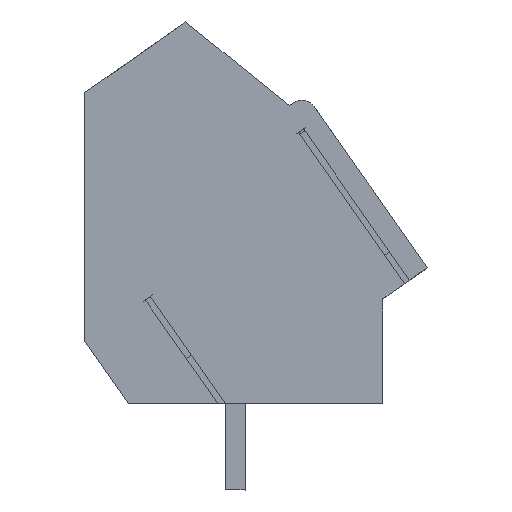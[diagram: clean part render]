
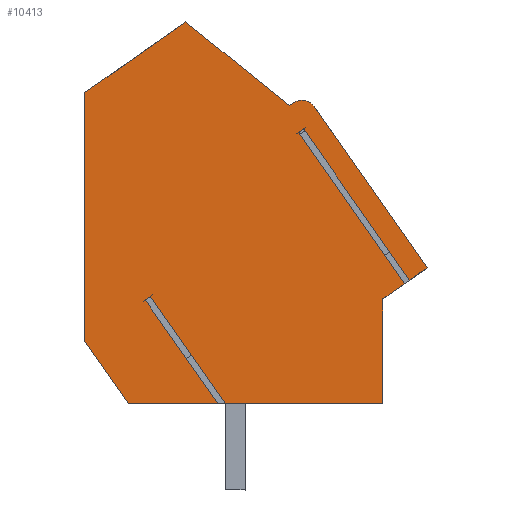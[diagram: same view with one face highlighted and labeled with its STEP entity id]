
A CAD part, left-side view. The second image highlights one B-rep face of the part: STEP entity #10413.
In plain terms, the highlighted planar face has unit normal (-1, 0, 0).
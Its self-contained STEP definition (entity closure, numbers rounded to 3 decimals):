
#8992=AXIS2_PLACEMENT_3D('Circle Axis2P3D',#8990,#8991,$) ;
#10353=AXIS2_PLACEMENT_3D('Plane Axis2P3D',#10350,#10351,#10352) ;
#8638=CARTESIAN_POINT('Vertex',(0.,1.8,3.5)) ;
#8641=CARTESIAN_POINT('Line Origine',(0.,4.996,3.5)) ;
#8645=CARTESIAN_POINT('Vertex',(0.,8.192,3.5)) ;
#8666=CARTESIAN_POINT('Vertex',(0.,8.496,3.5)) ;
#8669=CARTESIAN_POINT('Line Origine',(0.,10.312,3.5)) ;
#8673=CARTESIAN_POINT('Vertex',(0.,12.128,3.5)) ;
#8761=CARTESIAN_POINT('Line Origine',(0.,13.014,4.765)) ;
#8765=CARTESIAN_POINT('Vertex',(0.,13.9,6.03)) ;
#8786=CARTESIAN_POINT('Line Origine',(0.,13.9,11.081)) ;
#8790=CARTESIAN_POINT('Vertex',(0.,13.9,16.132)) ;
#8879=CARTESIAN_POINT('Line Origine',(0.,11.852,17.566)) ;
#8883=CARTESIAN_POINT('Vertex',(0.,9.804,19.)) ;
#8940=CARTESIAN_POINT('Line Origine',(0.,7.696,17.302)) ;
#8944=CARTESIAN_POINT('Vertex',(0.,5.588,15.604)) ;
#8965=CARTESIAN_POINT('Line Origine',(0.,5.506,15.662)) ;
#8969=CARTESIAN_POINT('Vertex',(0.,5.424,15.719)) ;
#8990=CARTESIAN_POINT('Axis2P3D Location',(0.,5.08,15.227)) ;
#8994=CARTESIAN_POINT('Vertex',(0.,4.589,15.572)) ;
#9015=CARTESIAN_POINT('Line Origine',(0.,2.294,12.295)) ;
#9019=CARTESIAN_POINT('Vertex',(0.,0.,9.018)) ;
#9108=CARTESIAN_POINT('Line Origine',(0.,0.358,8.767)) ;
#9112=CARTESIAN_POINT('Vertex',(0.,0.717,8.516)) ;
#9133=CARTESIAN_POINT('Vertex',(0.,0.921,8.373)) ;
#9136=CARTESIAN_POINT('Line Origine',(0.,1.361,8.066)) ;
#9140=CARTESIAN_POINT('Vertex',(0.,1.8,7.758)) ;
#10337=CARTESIAN_POINT('Line Origine',(0.,1.8,5.629)) ;
#10350=CARTESIAN_POINT('Axis2P3D Location',(0.,13.9,0.)) ;
#10355=CARTESIAN_POINT('Line Origine',(0.,9.972,5.608)) ;
#10359=CARTESIAN_POINT('Vertex',(0.,11.448,7.716)) ;
#10362=CARTESIAN_POINT('Line Origine',(0.,11.346,7.788)) ;
#10366=CARTESIAN_POINT('Vertex',(0.,11.244,7.859)) ;
#10369=CARTESIAN_POINT('Line Origine',(0.,9.718,5.68)) ;
#10374=CARTESIAN_POINT('Line Origine',(0.,3.072,11.445)) ;
#10378=CARTESIAN_POINT('Vertex',(0.,5.223,14.517)) ;
#10381=CARTESIAN_POINT('Line Origine',(0.,5.121,14.588)) ;
#10385=CARTESIAN_POINT('Vertex',(0.,5.019,14.66)) ;
#10388=CARTESIAN_POINT('Line Origine',(0.,2.868,11.588)) ;
#8642=DIRECTION('Vector Direction',(0.,1.,0.)) ;
#8670=DIRECTION('Vector Direction',(0.,1.,0.)) ;
#8762=DIRECTION('Vector Direction',(0.,0.574,0.819)) ;
#8787=DIRECTION('Vector Direction',(0.,0.,1.)) ;
#8880=DIRECTION('Vector Direction',(0.,-0.819,0.574)) ;
#8941=DIRECTION('Vector Direction',(0.,-0.779,-0.627)) ;
#8966=DIRECTION('Vector Direction',(0.,-0.819,0.574)) ;
#8991=DIRECTION('Axis2P3D Direction',(-1.,0.,0.)) ;
#9016=DIRECTION('Vector Direction',(0.,-0.574,-0.819)) ;
#9109=DIRECTION('Vector Direction',(0.,0.819,-0.574)) ;
#9137=DIRECTION('Vector Direction',(0.,0.819,-0.574)) ;
#10338=DIRECTION('Vector Direction',(0.,0.,-1.)) ;
#10351=DIRECTION('Axis2P3D Direction',(-1.,0.,0.)) ;
#10352=DIRECTION('Axis2P3D XDirection',(0.,-1.,0.)) ;
#10356=DIRECTION('Vector Direction',(0.,-0.574,-0.819)) ;
#10363=DIRECTION('Vector Direction',(0.,0.819,-0.574)) ;
#10370=DIRECTION('Vector Direction',(0.,-0.574,-0.819)) ;
#10375=DIRECTION('Vector Direction',(0.,-0.574,-0.819)) ;
#10382=DIRECTION('Vector Direction',(0.,0.819,-0.574)) ;
#10389=DIRECTION('Vector Direction',(0.,-0.574,-0.819)) ;
#8643=VECTOR('Line Direction',#8642,1.) ;
#8671=VECTOR('Line Direction',#8670,1.) ;
#8763=VECTOR('Line Direction',#8762,1.) ;
#8788=VECTOR('Line Direction',#8787,1.) ;
#8881=VECTOR('Line Direction',#8880,1.) ;
#8942=VECTOR('Line Direction',#8941,1.) ;
#8967=VECTOR('Line Direction',#8966,1.) ;
#9017=VECTOR('Line Direction',#9016,1.) ;
#9110=VECTOR('Line Direction',#9109,1.) ;
#9138=VECTOR('Line Direction',#9137,1.) ;
#10339=VECTOR('Line Direction',#10338,1.) ;
#10357=VECTOR('Line Direction',#10356,1.) ;
#10364=VECTOR('Line Direction',#10363,1.) ;
#10371=VECTOR('Line Direction',#10370,1.) ;
#10376=VECTOR('Line Direction',#10375,1.) ;
#10383=VECTOR('Line Direction',#10382,1.) ;
#10390=VECTOR('Line Direction',#10389,1.) ;
#10394=ORIENTED_EDGE('',*,*,#9114,.T.) ;
#10395=ORIENTED_EDGE('',*,*,#9021,.T.) ;
#10396=ORIENTED_EDGE('',*,*,#8996,.T.) ;
#10397=ORIENTED_EDGE('',*,*,#8971,.T.) ;
#10398=ORIENTED_EDGE('',*,*,#8946,.T.) ;
#10399=ORIENTED_EDGE('',*,*,#8885,.T.) ;
#10400=ORIENTED_EDGE('',*,*,#8792,.T.) ;
#10401=ORIENTED_EDGE('',*,*,#8767,.T.) ;
#10402=ORIENTED_EDGE('',*,*,#8675,.T.) ;
#10403=ORIENTED_EDGE('',*,*,#10361,.F.) ;
#10404=ORIENTED_EDGE('',*,*,#10368,.F.) ;
#10405=ORIENTED_EDGE('',*,*,#10373,.T.) ;
#10406=ORIENTED_EDGE('',*,*,#8647,.T.) ;
#10407=ORIENTED_EDGE('',*,*,#10341,.T.) ;
#10408=ORIENTED_EDGE('',*,*,#9142,.T.) ;
#10409=ORIENTED_EDGE('',*,*,#10380,.F.) ;
#10410=ORIENTED_EDGE('',*,*,#10387,.F.) ;
#10411=ORIENTED_EDGE('',*,*,#10392,.T.) ;
#10413=ADVANCED_FACE('HOUSING',(#10412),#10354,.T.) ;
#8993=CIRCLE('generated circle',#8992,0.6) ;
#8647=EDGE_CURVE('',#8646,#8639,#8644,.F.) ;
#8675=EDGE_CURVE('',#8674,#8667,#8672,.F.) ;
#8767=EDGE_CURVE('',#8766,#8674,#8764,.F.) ;
#8792=EDGE_CURVE('',#8791,#8766,#8789,.F.) ;
#8885=EDGE_CURVE('',#8884,#8791,#8882,.F.) ;
#8946=EDGE_CURVE('',#8945,#8884,#8943,.F.) ;
#8971=EDGE_CURVE('',#8970,#8945,#8968,.F.) ;
#8996=EDGE_CURVE('',#8995,#8970,#8993,.T.) ;
#9021=EDGE_CURVE('',#9020,#8995,#9018,.F.) ;
#9114=EDGE_CURVE('',#9113,#9020,#9111,.F.) ;
#9142=EDGE_CURVE('',#9141,#9134,#9139,.F.) ;
#10341=EDGE_CURVE('',#8639,#9141,#10340,.F.) ;
#10361=EDGE_CURVE('',#10360,#8667,#10358,.T.) ;
#10368=EDGE_CURVE('',#10367,#10360,#10365,.T.) ;
#10373=EDGE_CURVE('',#10367,#8646,#10372,.T.) ;
#10380=EDGE_CURVE('',#10379,#9134,#10377,.T.) ;
#10387=EDGE_CURVE('',#10386,#10379,#10384,.T.) ;
#10392=EDGE_CURVE('',#10386,#9113,#10391,.T.) ;
#10393=EDGE_LOOP('',(#10394,#10395,#10396,#10397,#10398,#10399,#10400,#10401,#10402,#10403,#10404,#10405,#10406,#10407,#10408,#10409,#10410,#10411)) ;
#10412=FACE_OUTER_BOUND('',#10393,.T.) ;
#8644=LINE('Line',#8641,#8643) ;
#8672=LINE('Line',#8669,#8671) ;
#8764=LINE('Line',#8761,#8763) ;
#8789=LINE('Line',#8786,#8788) ;
#8882=LINE('Line',#8879,#8881) ;
#8943=LINE('Line',#8940,#8942) ;
#8968=LINE('Line',#8965,#8967) ;
#9018=LINE('Line',#9015,#9017) ;
#9111=LINE('Line',#9108,#9110) ;
#9139=LINE('Line',#9136,#9138) ;
#10340=LINE('Line',#10337,#10339) ;
#10358=LINE('Line',#10355,#10357) ;
#10365=LINE('Line',#10362,#10364) ;
#10372=LINE('Line',#10369,#10371) ;
#10377=LINE('Line',#10374,#10376) ;
#10384=LINE('Line',#10381,#10383) ;
#10391=LINE('Line',#10388,#10390) ;
#10354=PLANE('',#10353) ;
#8639=VERTEX_POINT('',#8638) ;
#8646=VERTEX_POINT('',#8645) ;
#8667=VERTEX_POINT('',#8666) ;
#8674=VERTEX_POINT('',#8673) ;
#8766=VERTEX_POINT('',#8765) ;
#8791=VERTEX_POINT('',#8790) ;
#8884=VERTEX_POINT('',#8883) ;
#8945=VERTEX_POINT('',#8944) ;
#8970=VERTEX_POINT('',#8969) ;
#8995=VERTEX_POINT('',#8994) ;
#9020=VERTEX_POINT('',#9019) ;
#9113=VERTEX_POINT('',#9112) ;
#9134=VERTEX_POINT('',#9133) ;
#9141=VERTEX_POINT('',#9140) ;
#10360=VERTEX_POINT('',#10359) ;
#10367=VERTEX_POINT('',#10366) ;
#10379=VERTEX_POINT('',#10378) ;
#10386=VERTEX_POINT('',#10385) ;
